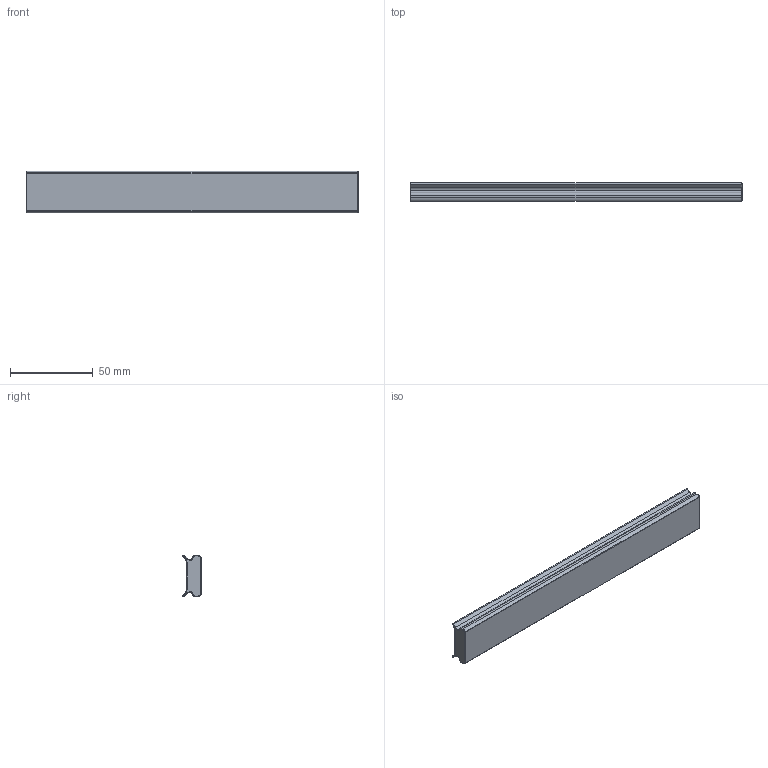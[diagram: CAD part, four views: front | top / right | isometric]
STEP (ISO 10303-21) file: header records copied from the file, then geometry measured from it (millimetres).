
FILE_DESCRIPTION(/* description */ (''),/* implementation_level */ '2;1');
FILE_NAME(/* name */ '200x25mm-Cable-Channel-top.step',/* time_stamp */ '2024-07-30T21:08:51+03:00',/* author */ (''),/* organization */ (''),/* preprocessor_version */ 'ST-DEVELOPER v20',/* originating_system */ 'Autodesk Translation Framework v13.14.0.145',/* authorisation */ '');
FILE_SCHEMA (('AUTOMOTIVE_DESIGN { 1 0 10303 214 3 1 1 }'));
Length unit declared in the file: millimetre
Products named in the file (1): (Unsaved)
Bounding box: 200 x 11 x 25 mm (x, y, z)
Volume: 16672.8 mm3; surface area: 20895.2 mm2
Topology: 1 solids, 1 shells, 432 faces, 1022 edges, 552 vertices
Faces by surface type: cylinder 196, bspline 92, plane 80, torus 60, sphere 4
Entity records: 15300 total; most frequent: CARTESIAN_POINT 5797, DIRECTION 2088, ORIENTED_EDGE 1964, EDGE_CURVE 982, AXIS2_PLACEMENT_3D 837, VERTEX_POINT 552, CIRCLE 432, FACE_OUTER_BOUND 432
